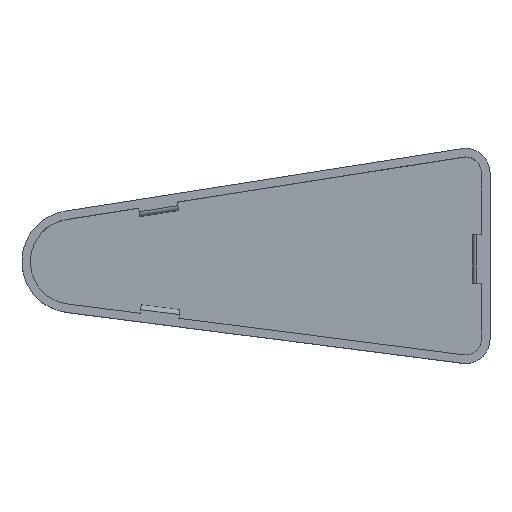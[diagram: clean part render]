
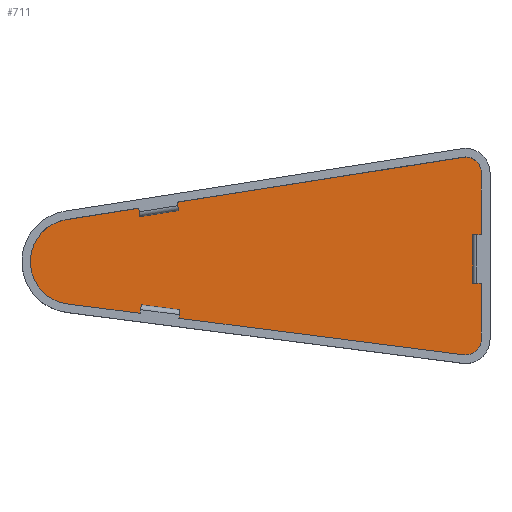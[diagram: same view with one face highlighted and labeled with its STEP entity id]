
A CAD part, top view. The second image highlights one B-rep face of the part: STEP entity #711.
In plain terms, the highlighted planar face has unit normal (0, 0, 1).
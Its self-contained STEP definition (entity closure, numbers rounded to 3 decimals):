
#39=PLANE('',#793);
#76=FACE_OUTER_BOUND('',#115,.T.);
#115=EDGE_LOOP('',(#620,#621,#622,#623,#624,#625));
#174=LINE('',#1202,#243);
#180=LINE('',#1217,#249);
#185=LINE('',#1230,#254);
#243=VECTOR('',#959,10.);
#249=VECTOR('',#973,10.);
#254=VECTOR('',#986,10.);
#283=CIRCLE('',#784,3.25);
#285=CIRCLE('',#788,3.25);
#287=CIRCLE('',#792,8.75);
#343=VERTEX_POINT('',#1199);
#344=VERTEX_POINT('',#1201);
#347=VERTEX_POINT('',#1209);
#349=VERTEX_POINT('',#1215);
#351=VERTEX_POINT('',#1222);
#353=VERTEX_POINT('',#1228);
#434=EDGE_CURVE('',#343,#344,#174,.T.);
#439=EDGE_CURVE('',#347,#343,#283,.T.);
#442=EDGE_CURVE('',#349,#347,#180,.T.);
#446=EDGE_CURVE('',#351,#349,#285,.T.);
#449=EDGE_CURVE('',#353,#351,#185,.T.);
#452=EDGE_CURVE('',#344,#353,#287,.T.);
#620=ORIENTED_EDGE('',*,*,#452,.F.);
#621=ORIENTED_EDGE('',*,*,#434,.F.);
#622=ORIENTED_EDGE('',*,*,#439,.F.);
#623=ORIENTED_EDGE('',*,*,#442,.F.);
#624=ORIENTED_EDGE('',*,*,#446,.F.);
#625=ORIENTED_EDGE('',*,*,#449,.F.);
#711=ADVANCED_FACE('',(#76),#39,.T.);
#784=AXIS2_PLACEMENT_3D('',#1211,#967,#968);
#788=AXIS2_PLACEMENT_3D('',#1224,#980,#981);
#792=AXIS2_PLACEMENT_3D('',#1234,#992,#993);
#793=AXIS2_PLACEMENT_3D('',#1235,#994,#995);
#959=DIRECTION('',(-0.992,0.127,0.));
#967=DIRECTION('center_axis',(0.,0.,-1.));
#968=DIRECTION('ref_axis',(-0.127,-0.992,0.));
#973=DIRECTION('',(0.,-1.,0.));
#980=DIRECTION('center_axis',(0.,0.,-1.));
#981=DIRECTION('ref_axis',(1.,0.,0.));
#986=DIRECTION('',(0.988,0.155,0.));
#992=DIRECTION('center_axis',(0.,0.,-1.));
#993=DIRECTION('ref_axis',(-0.155,0.988,0.));
#994=DIRECTION('center_axis',(0.,0.,1.));
#995=DIRECTION('ref_axis',(1.,0.,0.));
#1199=CARTESIAN_POINT('',(37.584,-19.017,1.75));
#1201=CARTESIAN_POINT('',(-43.617,-8.592,1.75));
#1202=CARTESIAN_POINT('',(-43.617,-8.592,1.75));
#1209=CARTESIAN_POINT('',(41.248,-15.793,1.75));
#1211=CARTESIAN_POINT('Origin',(37.998,-15.793,1.75));
#1215=CARTESIAN_POINT('',(41.248,18.308,1.75));
#1217=CARTESIAN_POINT('',(41.248,-15.793,1.75));
#1222=CARTESIAN_POINT('',(37.494,21.519,1.75));
#1224=CARTESIAN_POINT('Origin',(37.998,18.308,1.75));
#1228=CARTESIAN_POINT('',(-43.862,8.73,1.75));
#1230=CARTESIAN_POINT('',(37.494,21.519,1.75));
#1234=CARTESIAN_POINT('Origin',(-42.503,0.086,1.75));
#1235=CARTESIAN_POINT('Origin',(-5.002,1.258,1.75));
